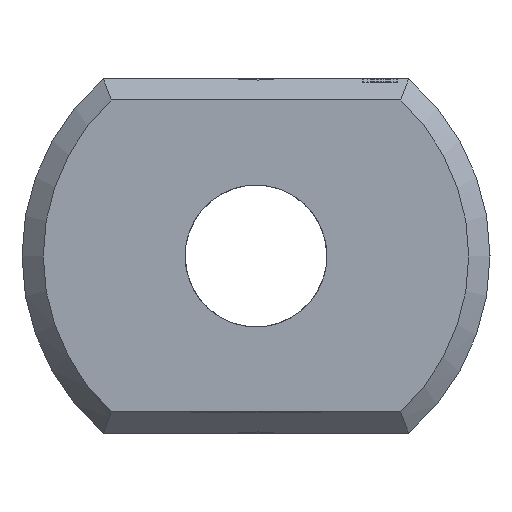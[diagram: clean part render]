
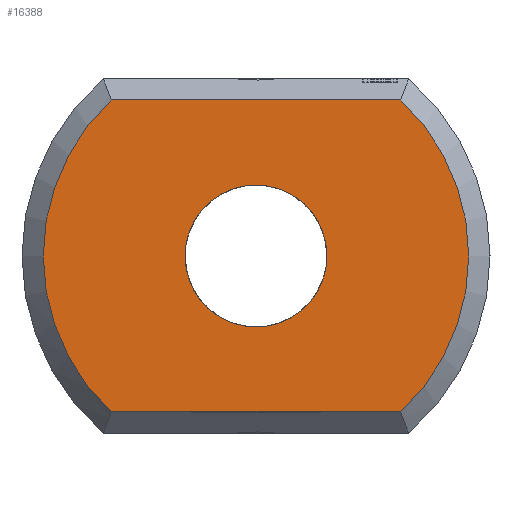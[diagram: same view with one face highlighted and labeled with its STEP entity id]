
A CAD part, left-side view. The second image highlights one B-rep face of the part: STEP entity #16388.
In plain terms, the highlighted planar face has unit normal (-1, 0, 0).
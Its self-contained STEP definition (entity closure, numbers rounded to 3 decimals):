
#4046 = VERTEX_POINT('',#4047);
#4047 = CARTESIAN_POINT('',(0.,-2.04,2.2));
#4056 = VERTEX_POINT('',#4057);
#4057 = CARTESIAN_POINT('',(0.,-2.04,-2.2));
#4064 = EDGE_CURVE('',#4046,#4056,#4065,.T.);
#4065 = CIRCLE('',#4066,3.);
#4066 = AXIS2_PLACEMENT_3D('',#4067,#4068,#4069);
#4067 = CARTESIAN_POINT('',(0.,0.,0.));
#4068 = DIRECTION('',(1.,0.,0.));
#4069 = DIRECTION('',(0.,-0.653,0.758)
  );
#5210 = VERTEX_POINT('',#5211);
#5211 = CARTESIAN_POINT('',(0.,2.04,2.2));
#5218 = EDGE_CURVE('',#4046,#5210,#5219,.T.);
#5219 = LINE('',#5220,#5221);
#5220 = CARTESIAN_POINT('',(0.,-2.154,2.2));
#5221 = VECTOR('',#5222,1.);
#5222 = DIRECTION('',(0.,1.,0.));
#16388 = ADVANCED_FACE('',(#16389,#16408),#16419,.F.);
#16389 = FACE_BOUND('',#16390,.F.);
#16390 = EDGE_LOOP('',(#16391,#16400,#16401,#16402));
#16391 = ORIENTED_EDGE('',*,*,#16392,.T.);
#16392 = EDGE_CURVE('',#16393,#5210,#16395,.T.);
#16393 = VERTEX_POINT('',#16394);
#16394 = CARTESIAN_POINT('',(0.,2.04,-2.2));
#16395 = CIRCLE('',#16396,3.);
#16396 = AXIS2_PLACEMENT_3D('',#16397,#16398,#16399);
#16397 = CARTESIAN_POINT('',(0.,0.,0.));
#16398 = DIRECTION('',(1.,0.,0.));
#16399 = DIRECTION('',(0.,0.653,-0.758)
  );
#16400 = ORIENTED_EDGE('',*,*,#5218,.F.);
#16401 = ORIENTED_EDGE('',*,*,#4064,.T.);
#16402 = ORIENTED_EDGE('',*,*,#16403,.T.);
#16403 = EDGE_CURVE('',#4056,#16393,#16404,.T.);
#16404 = LINE('',#16405,#16406);
#16405 = CARTESIAN_POINT('',(0.,-2.154,-2.2));
#16406 = VECTOR('',#16407,1.);
#16407 = DIRECTION('',(0.,1.,0.));
#16408 = FACE_BOUND('',#16409,.T.);
#16409 = EDGE_LOOP('',(#16410));
#16410 = ORIENTED_EDGE('',*,*,#16411,.T.);
#16411 = EDGE_CURVE('',#16412,#16412,#16414,.T.);
#16412 = VERTEX_POINT('',#16413);
#16413 = CARTESIAN_POINT('',(0.,1.,0.)
  );
#16414 = CIRCLE('',#16415,1.);
#16415 = AXIS2_PLACEMENT_3D('',#16416,#16417,#16418);
#16416 = CARTESIAN_POINT('',(0.,0.,0.));
#16417 = DIRECTION('',(1.,0.,0.));
#16418 = DIRECTION('',(0.,1.,0.));
#16419 = PLANE('',#16420);
#16420 = AXIS2_PLACEMENT_3D('',#16421,#16422,#16423);
#16421 = CARTESIAN_POINT('',(0.,0.,0.));
#16422 = DIRECTION('',(1.,0.,0.));
#16423 = DIRECTION('',(0.,0.,1.));
